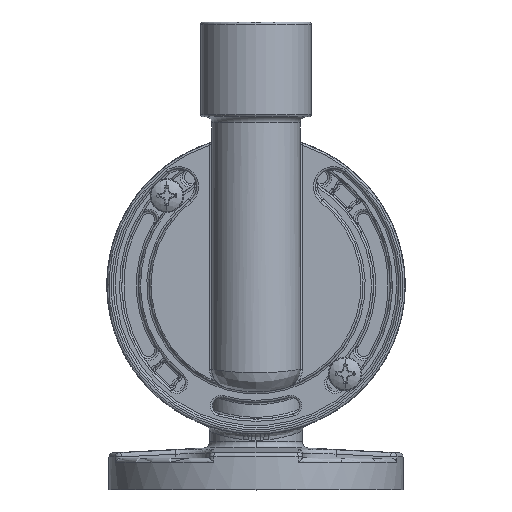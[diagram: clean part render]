
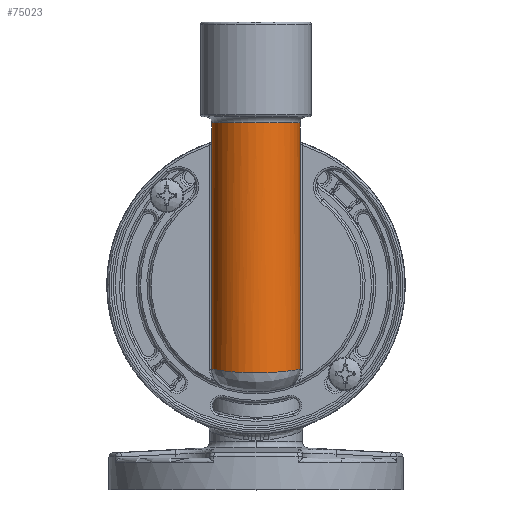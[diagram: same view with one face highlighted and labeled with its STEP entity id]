
A CAD part, top view. The second image highlights one B-rep face of the part: STEP entity #75023.
In plain terms, the highlighted cylindrical face has radius 10.5 mm (diameter 21 mm), a partial arc.
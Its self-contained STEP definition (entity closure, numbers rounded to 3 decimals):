
#58188=CARTESIAN_POINT('',(33.922,-9.681,
10.468));
#58189=CARTESIAN_POINT('',(33.918,-9.818,
10.479));
#58190=CARTESIAN_POINT('',(33.913,-10.091,
10.495));
#58191=CARTESIAN_POINT('',(33.912,-10.364,10.5));
#58192=CARTESIAN_POINT('',(33.912,-10.5,10.5));
#58225=CARTESIAN_POINT('',(33.922,-9.681,
-10.468));
#58236=CARTESIAN_POINT('',(33.912,-10.5,-10.5));
#58237=CARTESIAN_POINT('',(33.912,-10.364,-10.5));
#58238=CARTESIAN_POINT('',(33.913,-10.091,
-10.495));
#58239=CARTESIAN_POINT('',(33.918,-9.818,
-10.479));
#58240=CARTESIAN_POINT('',(33.922,-9.681,
-10.468));
#58242=DIRECTION('',(-1.,0.,0.));
#58243=VECTOR('',#58242,4.588);
#58244=CARTESIAN_POINT('',(38.5,-10.5,-10.5));
#58245=LINE('',#58244,#58243);
#58246=CARTESIAN_POINT('',(38.5,-10.5,0.));
#58247=DIRECTION('',(1.,0.,0.));
#58248=DIRECTION('',(0.,0.,1.));
#58249=AXIS2_PLACEMENT_3D('',#58246,#58247,#58248);
#58251=CARTESIAN_POINT('',(33.541,-10.5,-10.5));
#58252=CARTESIAN_POINT('',(33.606,-10.361,
-10.5));
#58253=CARTESIAN_POINT('',(33.734,-10.085,
-10.494));
#58254=CARTESIAN_POINT('',(33.86,-9.815,
-10.478));
#58255=CARTESIAN_POINT('',(33.922,-9.681,
-10.468));
#58257=CARTESIAN_POINT('',(-20.125,-10.5,-10.5));
#58258=CARTESIAN_POINT('',(-20.125,-11.169,
-10.5));
#58259=CARTESIAN_POINT('',(-20.147,-12.52,
-10.372));
#58260=CARTESIAN_POINT('',(-20.245,-14.522,
-9.774));
#58261=CARTESIAN_POINT('',(-20.394,-16.37,
-8.79));
#58262=CARTESIAN_POINT('',(-20.569,-17.988,
-7.459));
#58263=CARTESIAN_POINT('',(-20.741,-19.308,
-5.841));
#58264=CARTESIAN_POINT('',(-20.885,-20.279,
-4.006));
#58265=CARTESIAN_POINT('',(-20.979,-20.871,
-2.028));
#58266=CARTESIAN_POINT('',(-21.011,-21.067,
0.024));
#58267=CARTESIAN_POINT('',(-20.977,-20.861,
2.075));
#58268=CARTESIAN_POINT('',(-20.882,-20.259,
4.054));
#58269=CARTESIAN_POINT('',(-20.737,-19.281,
5.88));
#58270=CARTESIAN_POINT('',(-20.566,-17.961,
7.483));
#58271=CARTESIAN_POINT('',(-20.395,-16.374,
8.785));
#58272=CARTESIAN_POINT('',(-20.245,-14.52,
9.777));
#58273=CARTESIAN_POINT('',(-20.146,-12.499,
10.377));
#58274=CARTESIAN_POINT('',(-20.125,-11.16,
10.5));
#58275=CARTESIAN_POINT('',(-20.125,-10.5,10.5));
#58277=DIRECTION('',(1.,0.,0.));
#58278=VECTOR('',#58277,53.666);
#58279=CARTESIAN_POINT('',(-20.125,-10.5,10.5));
#58280=LINE('',#58279,#58278);
#58281=CARTESIAN_POINT('',(33.922,-9.681,
10.468));
#58282=CARTESIAN_POINT('',(33.88,-9.772,
10.475));
#58283=CARTESIAN_POINT('',(33.796,-9.954,
10.487));
#58284=CARTESIAN_POINT('',(33.669,-10.227,
10.498));
#58285=CARTESIAN_POINT('',(33.584,-10.409,
10.5));
#58286=CARTESIAN_POINT('',(33.541,-10.5,10.5));
#58288=DIRECTION('',(-1.,0.,0.));
#58289=VECTOR('',#58288,4.588);
#58290=CARTESIAN_POINT('',(38.5,-10.5,10.5));
#58291=LINE('',#58290,#58289);
#60093=DIRECTION('',(1.,0.,0.));
#60094=VECTOR('',#60093,53.666);
#60095=CARTESIAN_POINT('',(-20.125,-10.5,-10.5));
#60096=LINE('',#60095,#60094);
#69071=CARTESIAN_POINT('',(33.541,-10.5,10.5));
#69581=VERTEX_POINT('',#58257);
#69582=VERTEX_POINT('',#58275);
#69836=CARTESIAN_POINT('',(38.5,-10.5,-10.5));
#69837=CARTESIAN_POINT('',(38.5,-10.5,10.5));
#69838=VERTEX_POINT('',#69836);
#69839=VERTEX_POINT('',#69837);
#70193=VERTEX_POINT('',#69071);
#70194=VERTEX_POINT('',#58281);
#70196=VERTEX_POINT('',#58225);
#70197=VERTEX_POINT('',#58251);
#70198=VERTEX_POINT('',#58236);
#70199=VERTEX_POINT('',#58192);
#75000=CARTESIAN_POINT('',(-25.5,-10.5,0.));
#75001=DIRECTION('',(1.,0.,0.));
#75002=DIRECTION('',(0.,0.,1.));
#75003=AXIS2_PLACEMENT_3D('',#75000,#75001,#75002);
#75004=CYLINDRICAL_SURFACE('',#75003,10.5);
#75006=ORIENTED_EDGE('',*,*,#75005,.T.);
#75007=ORIENTED_EDGE('',*,*,#74995,.T.);
#75008=ORIENTED_EDGE('',*,*,#74993,.T.);
#75010=ORIENTED_EDGE('',*,*,#75009,.F.);
#75012=ORIENTED_EDGE('',*,*,#75011,.F.);
#75014=ORIENTED_EDGE('',*,*,#75013,.T.);
#75016=ORIENTED_EDGE('',*,*,#75015,.T.);
#75018=ORIENTED_EDGE('',*,*,#75017,.F.);
#75019=ORIENTED_EDGE('',*,*,#74983,.T.);
#75020=ORIENTED_EDGE('',*,*,#74981,.F.);
#75021=EDGE_LOOP('',(#75006,#75007,#75008,#75010,#75012,#75014,#75016,#75018,
#75019,#75020));
#75022=FACE_OUTER_BOUND('',#75021,.F.);
#75023=ADVANCED_FACE('',(#75022),#75004,.T.);
#58193=B_SPLINE_CURVE_WITH_KNOTS('',3,(#58188,#58189,#58190,#58191,#58192),
.UNSPECIFIED.,.F.,.F.,(4,1,4),(0.,0.5,1.),.UNSPECIFIED.);
#58241=B_SPLINE_CURVE_WITH_KNOTS('',3,(#58236,#58237,#58238,#58239,#58240),
.UNSPECIFIED.,.F.,.F.,(4,1,4),(0.,0.5,1.),.UNSPECIFIED.);
#58250=CIRCLE('',#58249,10.5);
#58256=B_SPLINE_CURVE_WITH_KNOTS('',3,(#58251,#58252,#58253,#58254,#58255),
.UNSPECIFIED.,.F.,.F.,(4,1,4),(0.,0.5,1.),.UNSPECIFIED.);
#58276=B_SPLINE_CURVE_WITH_KNOTS('',3,(#58257,#58258,#58259,#58260,#58261,
#58262,#58263,#58264,#58265,#58266,#58267,#58268,#58269,#58270,#58271,#58272,
#58273,#58274,#58275),.UNSPECIFIED.,.F.,.F.,(4,1,1,1,1,1,1,1,1,1,1,1,1,1,1,1,4),
(0.,0.063,0.125,0.188,0.25,0.313,0.375,0.438,0.5,0.563,
0.625,0.688,0.75,0.813,0.875,0.938,1.),.UNSPECIFIED.);
#58287=B_SPLINE_CURVE_WITH_KNOTS('',3,(#58281,#58282,#58283,#58284,#58285,
#58286),.UNSPECIFIED.,.F.,.F.,(4,1,1,4),(0.,0.333,
0.667,1.),.UNSPECIFIED.);
#74981=EDGE_CURVE('',#69839,#70199,#58291,.T.);
#74983=EDGE_CURVE('',#70194,#70199,#58193,.T.);
#74993=EDGE_CURVE('',#70198,#70196,#58241,.T.);
#74995=EDGE_CURVE('',#69838,#70198,#58245,.T.);
#75005=EDGE_CURVE('',#69839,#69838,#58250,.T.);
#75009=EDGE_CURVE('',#70197,#70196,#58256,.T.);
#75011=EDGE_CURVE('',#69581,#70197,#60096,.T.);
#75013=EDGE_CURVE('',#69581,#69582,#58276,.T.);
#75015=EDGE_CURVE('',#69582,#70193,#58280,.T.);
#75017=EDGE_CURVE('',#70194,#70193,#58287,.T.);
